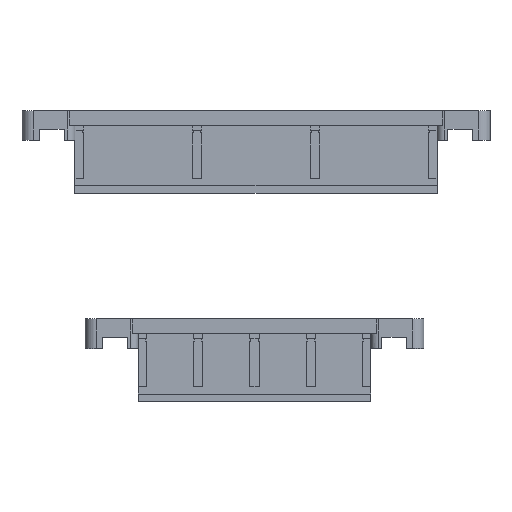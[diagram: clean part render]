
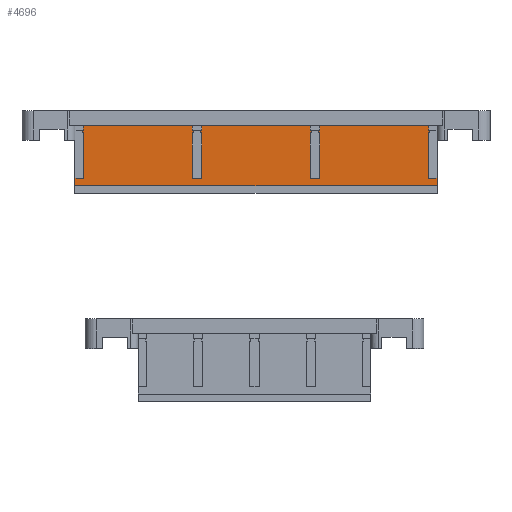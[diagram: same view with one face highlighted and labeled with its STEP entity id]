
A CAD part, top view. The second image highlights one B-rep face of the part: STEP entity #4696.
In plain terms, the highlighted planar face has unit normal (0, 0, 1).
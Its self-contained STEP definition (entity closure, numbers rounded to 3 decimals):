
#328=FACE_OUTER_BOUND('',#558,.T.);
#558=EDGE_LOOP('',(#4019,#4020,#4021,#4022,#4023,#4024,#4025,#4026,#4027,
#4028,#4029,#4030,#4031,#4032,#4033,#4034));
#894=LINE('',#6871,#1478);
#947=LINE('',#7003,#1531);
#949=LINE('',#7007,#1533);
#966=LINE('',#7041,#1550);
#970=LINE('',#7050,#1554);
#1004=LINE('',#7116,#1588);
#1015=LINE('',#7143,#1599);
#1053=LINE('',#7216,#1637);
#1056=LINE('',#7221,#1640);
#1061=LINE('',#7232,#1645);
#1062=LINE('',#7233,#1646);
#1063=LINE('',#7234,#1647);
#1136=LINE('',#7407,#1720);
#1138=LINE('',#7411,#1722);
#1140=LINE('',#7414,#1724);
#1143=LINE('',#7419,#1727);
#1478=VECTOR('',#5640,1000.);
#1531=VECTOR('',#5765,1000.);
#1533=VECTOR('',#5769,1000.);
#1550=VECTOR('',#5792,1000.);
#1554=VECTOR('',#5798,1000.);
#1588=VECTOR('',#5858,1000.);
#1599=VECTOR('',#5879,1000.);
#1637=VECTOR('',#5943,1000.);
#1640=VECTOR('',#5948,1000.);
#1645=VECTOR('',#5957,1000.);
#1646=VECTOR('',#5958,1000.);
#1647=VECTOR('',#5959,1000.);
#1720=VECTOR('',#6118,1000.);
#1722=VECTOR('',#6122,1000.);
#1724=VECTOR('',#6126,1000.);
#1727=VECTOR('',#6133,1000.);
#1963=VERTEX_POINT('',#6857);
#1969=VERTEX_POINT('',#6869);
#2012=VERTEX_POINT('',#7002);
#2013=VERTEX_POINT('',#7006);
#2021=VERTEX_POINT('',#7027);
#2027=VERTEX_POINT('',#7039);
#2031=VERTEX_POINT('',#7049);
#2050=VERTEX_POINT('',#7115);
#2060=VERTEX_POINT('',#7140);
#2061=VERTEX_POINT('',#7142);
#2083=VERTEX_POINT('',#7214);
#2084=VERTEX_POINT('',#7219);
#2088=VERTEX_POINT('',#7230);
#2144=VERTEX_POINT('',#7404);
#2145=VERTEX_POINT('',#7406);
#2146=VERTEX_POINT('',#7410);
#2506=EDGE_CURVE('',#1969,#1963,#894,.T.);
#2572=EDGE_CURVE('',#2012,#1963,#947,.T.);
#2574=EDGE_CURVE('',#2012,#2013,#949,.T.);
#2591=EDGE_CURVE('',#2027,#2021,#966,.T.);
#2595=EDGE_CURVE('',#2031,#2021,#970,.T.);
#2629=EDGE_CURVE('',#2050,#2031,#1004,.T.);
#2640=EDGE_CURVE('',#2061,#2060,#1015,.T.);
#2678=EDGE_CURVE('',#2060,#2083,#1053,.T.);
#2681=EDGE_CURVE('',#2084,#2083,#1056,.T.);
#2686=EDGE_CURVE('',#2084,#2088,#1061,.T.);
#2687=EDGE_CURVE('',#2027,#2061,#1062,.T.);
#2688=EDGE_CURVE('',#1969,#2050,#1063,.T.);
#2774=EDGE_CURVE('',#2144,#2145,#1136,.T.);
#2776=EDGE_CURVE('',#2146,#2145,#1138,.T.);
#2778=EDGE_CURVE('',#2088,#2146,#1140,.T.);
#2781=EDGE_CURVE('',#2013,#2144,#1143,.T.);
#4019=ORIENTED_EDGE('',*,*,#2686,.T.);
#4020=ORIENTED_EDGE('',*,*,#2778,.T.);
#4021=ORIENTED_EDGE('',*,*,#2776,.T.);
#4022=ORIENTED_EDGE('',*,*,#2774,.F.);
#4023=ORIENTED_EDGE('',*,*,#2781,.F.);
#4024=ORIENTED_EDGE('',*,*,#2574,.F.);
#4025=ORIENTED_EDGE('',*,*,#2572,.T.);
#4026=ORIENTED_EDGE('',*,*,#2506,.F.);
#4027=ORIENTED_EDGE('',*,*,#2688,.T.);
#4028=ORIENTED_EDGE('',*,*,#2629,.T.);
#4029=ORIENTED_EDGE('',*,*,#2595,.T.);
#4030=ORIENTED_EDGE('',*,*,#2591,.F.);
#4031=ORIENTED_EDGE('',*,*,#2687,.T.);
#4032=ORIENTED_EDGE('',*,*,#2640,.T.);
#4033=ORIENTED_EDGE('',*,*,#2678,.T.);
#4034=ORIENTED_EDGE('',*,*,#2681,.F.);
#4250=PLANE('',#4998);
#4696=ADVANCED_FACE('',(#328),#4250,.T.);
#4998=AXIS2_PLACEMENT_3D('',#7420,#6134,#6135);
#5640=DIRECTION('',(0.,-1.,0.));
#5765=DIRECTION('',(-1.,0.,0.));
#5769=DIRECTION('',(0.,-1.,0.));
#5792=DIRECTION('',(0.,-1.,0.));
#5798=DIRECTION('',(-1.,0.,0.));
#5858=DIRECTION('',(0.,-1.,0.));
#5879=DIRECTION('',(0.,-1.,0.));
#5943=DIRECTION('',(-1.,0.,0.));
#5948=DIRECTION('',(0.,-1.,0.));
#5957=DIRECTION('',(-1.,0.,0.));
#5958=DIRECTION('',(-1.,0.,0.));
#5959=DIRECTION('',(-1.,0.,0.));
#6118=DIRECTION('',(0.,1.,0.));
#6122=DIRECTION('',(-1.,0.,0.));
#6126=DIRECTION('',(0.,-1.,0.));
#6133=DIRECTION('',(-1.,0.,0.));
#6134=DIRECTION('center_axis',(0.,0.,
1.));
#6135=DIRECTION('ref_axis',(0.,-1.,0.));
#6857=CARTESIAN_POINT('',(56.65,31.65,4.));
#6869=CARTESIAN_POINT('',(56.65,47.9,4.));
#6871=CARTESIAN_POINT('',(56.65,47.9,4.));
#7002=CARTESIAN_POINT('',(58.65,31.65,4.));
#7003=CARTESIAN_POINT('',(91.501,31.65,4.));
#7006=CARTESIAN_POINT('',(58.65,29.65,4.));
#7007=CARTESIAN_POINT('',(58.65,27.65,4.));
#7027=CARTESIAN_POINT('',(24.85,31.65,4.));
#7039=CARTESIAN_POINT('',(24.85,47.9,4.));
#7041=CARTESIAN_POINT('',(24.85,47.9,4.));
#7049=CARTESIAN_POINT('',(26.85,31.65,4.));
#7050=CARTESIAN_POINT('',(80.451,31.65,4.));
#7115=CARTESIAN_POINT('',(26.85,47.9,4.));
#7116=CARTESIAN_POINT('',(26.85,47.9,4.));
#7140=CARTESIAN_POINT('',(-4.95,31.65,4.));
#7142=CARTESIAN_POINT('',(-4.95,47.9,4.));
#7143=CARTESIAN_POINT('',(-4.95,47.9,4.));
#7214=CARTESIAN_POINT('',(-6.95,31.65,4.));
#7216=CARTESIAN_POINT('',(48.651,31.65,4.));
#7219=CARTESIAN_POINT('',(-6.95,47.9,4.));
#7221=CARTESIAN_POINT('',(-6.95,47.9,4.));
#7230=CARTESIAN_POINT('',(-36.75,47.9,4.));
#7232=CARTESIAN_POINT('',(48.651,47.9,4.));
#7233=CARTESIAN_POINT('',(63.801,47.9,4.));
#7234=CARTESIAN_POINT('',(95.601,47.9,4.));
#7404=CARTESIAN_POINT('',(-38.75,29.65,4.));
#7406=CARTESIAN_POINT('',(-38.75,31.65,4.));
#7407=CARTESIAN_POINT('',(-38.75,30.65,4.));
#7410=CARTESIAN_POINT('',(-36.75,31.65,4.));
#7411=CARTESIAN_POINT('',(37.601,31.65,4.));
#7414=CARTESIAN_POINT('',(-36.75,47.9,4.));
#7419=CARTESIAN_POINT('',(37.601,29.65,4.));
#7420=CARTESIAN_POINT('Origin',(62.301,30.65,4.));
